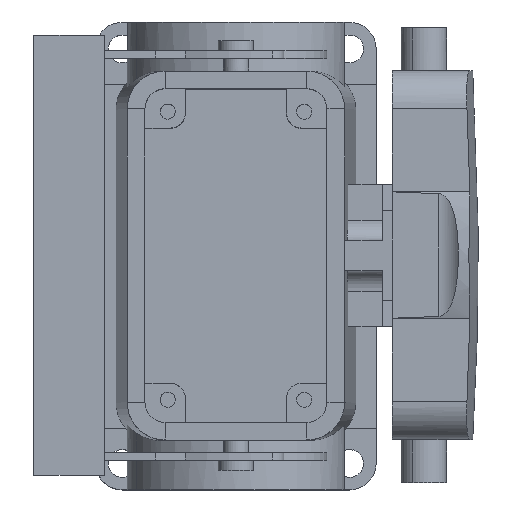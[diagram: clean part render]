
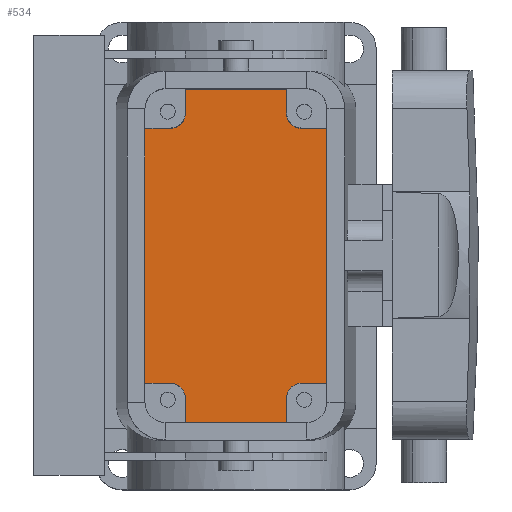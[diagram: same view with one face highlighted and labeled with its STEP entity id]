
A CAD part, top view. The second image highlights one B-rep face of the part: STEP entity #534.
In plain terms, the highlighted planar face has unit normal (0, 0, 1).
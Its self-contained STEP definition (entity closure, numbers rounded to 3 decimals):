
#411=AXIS2_PLACEMENT_3D('Circle Axis2P3D',#409,#410,$) ;
#425=AXIS2_PLACEMENT_3D('Plane Axis2P3D',#422,#423,#424) ;
#429=AXIS2_PLACEMENT_3D('Circle Axis2P3D',#427,#428,$) ;
#459=AXIS2_PLACEMENT_3D('Circle Axis2P3D',#457,#458,$) ;
#487=AXIS2_PLACEMENT_3D('Circle Axis2P3D',#485,#486,$) ;
#190=CARTESIAN_POINT('Vertex',(30.,74.5,5.5)) ;
#193=CARTESIAN_POINT('Line Origine',(30.,76.875,5.5)) ;
#197=CARTESIAN_POINT('Vertex',(30.,79.25,5.5)) ;
#385=CARTESIAN_POINT('Vertex',(22.,71.5,5.5)) ;
#388=CARTESIAN_POINT('Line Origine',(24.5,71.5,5.5)) ;
#392=CARTESIAN_POINT('Vertex',(27.,71.5,5.5)) ;
#409=CARTESIAN_POINT('Axis2P3D Location',(27.,74.5,5.5)) ;
#422=CARTESIAN_POINT('Axis2P3D Location',(40.,46.25,5.5)) ;
#427=CARTESIAN_POINT('Axis2P3D Location',(27.,18.,5.5)) ;
#431=CARTESIAN_POINT('Vertex',(30.,18.,5.5)) ;
#433=CARTESIAN_POINT('Vertex',(27.,21.,5.5)) ;
#436=CARTESIAN_POINT('Line Origine',(30.,15.625,5.5)) ;
#440=CARTESIAN_POINT('Vertex',(30.,13.25,5.5)) ;
#443=CARTESIAN_POINT('Line Origine',(40.,13.25,5.5)) ;
#447=CARTESIAN_POINT('Vertex',(50.,13.25,5.5)) ;
#450=CARTESIAN_POINT('Line Origine',(50.,15.625,5.5)) ;
#454=CARTESIAN_POINT('Vertex',(50.,18.,5.5)) ;
#457=CARTESIAN_POINT('Axis2P3D Location',(53.,18.,5.5)) ;
#461=CARTESIAN_POINT('Vertex',(53.,21.,5.5)) ;
#464=CARTESIAN_POINT('Line Origine',(55.5,21.,5.5)) ;
#468=CARTESIAN_POINT('Vertex',(58.,21.,5.5)) ;
#471=CARTESIAN_POINT('Line Origine',(58.,46.25,5.5)) ;
#475=CARTESIAN_POINT('Vertex',(58.,71.5,5.5)) ;
#478=CARTESIAN_POINT('Line Origine',(55.5,71.5,5.5)) ;
#482=CARTESIAN_POINT('Vertex',(53.,71.5,5.5)) ;
#485=CARTESIAN_POINT('Axis2P3D Location',(53.,74.5,5.5)) ;
#489=CARTESIAN_POINT('Vertex',(50.,74.5,5.5)) ;
#492=CARTESIAN_POINT('Line Origine',(50.,76.875,5.5)) ;
#496=CARTESIAN_POINT('Vertex',(50.,79.25,5.5)) ;
#499=CARTESIAN_POINT('Line Origine',(40.,79.25,5.5)) ;
#504=CARTESIAN_POINT('Line Origine',(22.,46.25,5.5)) ;
#508=CARTESIAN_POINT('Vertex',(22.,21.,5.5)) ;
#511=CARTESIAN_POINT('Line Origine',(24.5,21.,5.5)) ;
#194=DIRECTION('Vector Direction',(0.,1.,0.)) ;
#389=DIRECTION('Vector Direction',(1.,0.,0.)) ;
#410=DIRECTION('Axis2P3D Direction',(0.,0.,-1.)) ;
#423=DIRECTION('Axis2P3D Direction',(-0.,0.,1.)) ;
#424=DIRECTION('Axis2P3D XDirection',(0.,-1.,0.)) ;
#428=DIRECTION('Axis2P3D Direction',(-0.,0.,1.)) ;
#437=DIRECTION('Vector Direction',(0.,-1.,0.)) ;
#444=DIRECTION('Vector Direction',(1.,0.,0.)) ;
#451=DIRECTION('Vector Direction',(0.,-1.,0.)) ;
#458=DIRECTION('Axis2P3D Direction',(-0.,0.,1.)) ;
#465=DIRECTION('Vector Direction',(-1.,0.,0.)) ;
#472=DIRECTION('Vector Direction',(0.,-1.,0.)) ;
#479=DIRECTION('Vector Direction',(-1.,0.,0.)) ;
#486=DIRECTION('Axis2P3D Direction',(-0.,0.,1.)) ;
#493=DIRECTION('Vector Direction',(0.,1.,0.)) ;
#500=DIRECTION('Vector Direction',(-1.,0.,0.)) ;
#505=DIRECTION('Vector Direction',(0.,1.,0.)) ;
#512=DIRECTION('Vector Direction',(1.,0.,0.)) ;
#195=VECTOR('Line Direction',#194,1.) ;
#390=VECTOR('Line Direction',#389,1.) ;
#438=VECTOR('Line Direction',#437,1.) ;
#445=VECTOR('Line Direction',#444,1.) ;
#452=VECTOR('Line Direction',#451,1.) ;
#466=VECTOR('Line Direction',#465,1.) ;
#473=VECTOR('Line Direction',#472,1.) ;
#480=VECTOR('Line Direction',#479,1.) ;
#494=VECTOR('Line Direction',#493,1.) ;
#501=VECTOR('Line Direction',#500,1.) ;
#506=VECTOR('Line Direction',#505,1.) ;
#513=VECTOR('Line Direction',#512,1.) ;
#517=ORIENTED_EDGE('',*,*,#435,.F.) ;
#518=ORIENTED_EDGE('',*,*,#442,.T.) ;
#519=ORIENTED_EDGE('',*,*,#449,.T.) ;
#520=ORIENTED_EDGE('',*,*,#456,.F.) ;
#521=ORIENTED_EDGE('',*,*,#463,.F.) ;
#522=ORIENTED_EDGE('',*,*,#470,.F.) ;
#523=ORIENTED_EDGE('',*,*,#477,.T.) ;
#524=ORIENTED_EDGE('',*,*,#484,.T.) ;
#525=ORIENTED_EDGE('',*,*,#491,.F.) ;
#526=ORIENTED_EDGE('',*,*,#498,.T.) ;
#527=ORIENTED_EDGE('',*,*,#503,.T.) ;
#528=ORIENTED_EDGE('',*,*,#199,.F.) ;
#529=ORIENTED_EDGE('',*,*,#413,.F.) ;
#530=ORIENTED_EDGE('',*,*,#394,.F.) ;
#531=ORIENTED_EDGE('',*,*,#510,.T.) ;
#532=ORIENTED_EDGE('',*,*,#515,.T.) ;
#534=ADVANCED_FACE('Housing',(#533),#426,.T.) ;
#412=CIRCLE('generated circle',#411,3.) ;
#430=CIRCLE('generated circle',#429,3.) ;
#460=CIRCLE('generated circle',#459,3.) ;
#488=CIRCLE('generated circle',#487,3.) ;
#199=EDGE_CURVE('',#191,#198,#196,.T.) ;
#394=EDGE_CURVE('',#386,#393,#391,.T.) ;
#413=EDGE_CURVE('',#393,#191,#412,.F.) ;
#435=EDGE_CURVE('',#432,#434,#430,.T.) ;
#442=EDGE_CURVE('',#432,#441,#439,.T.) ;
#449=EDGE_CURVE('',#441,#448,#446,.T.) ;
#456=EDGE_CURVE('',#455,#448,#453,.T.) ;
#463=EDGE_CURVE('',#462,#455,#460,.T.) ;
#470=EDGE_CURVE('',#469,#462,#467,.T.) ;
#477=EDGE_CURVE('',#469,#476,#474,.F.) ;
#484=EDGE_CURVE('',#476,#483,#481,.T.) ;
#491=EDGE_CURVE('',#490,#483,#488,.T.) ;
#498=EDGE_CURVE('',#490,#497,#495,.T.) ;
#503=EDGE_CURVE('',#497,#198,#502,.T.) ;
#510=EDGE_CURVE('',#386,#509,#507,.F.) ;
#515=EDGE_CURVE('',#509,#434,#514,.T.) ;
#516=EDGE_LOOP('',(#517,#518,#519,#520,#521,#522,#523,#524,#525,#526,#527,#528,#529,#530,#531,#532)) ;
#533=FACE_OUTER_BOUND('',#516,.T.) ;
#196=LINE('Line',#193,#195) ;
#391=LINE('Line',#388,#390) ;
#439=LINE('Line',#436,#438) ;
#446=LINE('Line',#443,#445) ;
#453=LINE('Line',#450,#452) ;
#467=LINE('Line',#464,#466) ;
#474=LINE('Line',#471,#473) ;
#481=LINE('Line',#478,#480) ;
#495=LINE('Line',#492,#494) ;
#502=LINE('Line',#499,#501) ;
#507=LINE('Line',#504,#506) ;
#514=LINE('Line',#511,#513) ;
#426=PLANE('',#425) ;
#191=VERTEX_POINT('',#190) ;
#198=VERTEX_POINT('',#197) ;
#386=VERTEX_POINT('',#385) ;
#393=VERTEX_POINT('',#392) ;
#432=VERTEX_POINT('',#431) ;
#434=VERTEX_POINT('',#433) ;
#441=VERTEX_POINT('',#440) ;
#448=VERTEX_POINT('',#447) ;
#455=VERTEX_POINT('',#454) ;
#462=VERTEX_POINT('',#461) ;
#469=VERTEX_POINT('',#468) ;
#476=VERTEX_POINT('',#475) ;
#483=VERTEX_POINT('',#482) ;
#490=VERTEX_POINT('',#489) ;
#497=VERTEX_POINT('',#496) ;
#509=VERTEX_POINT('',#508) ;
